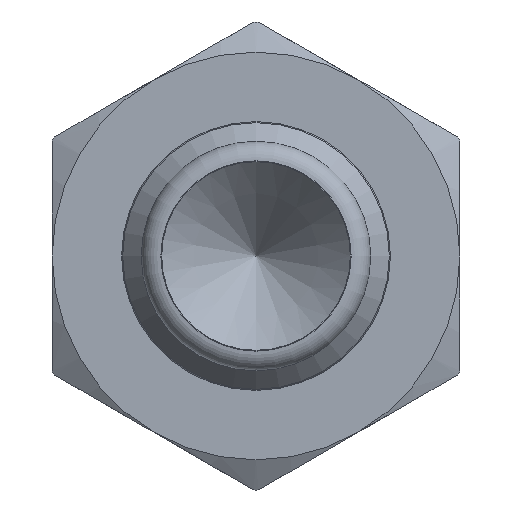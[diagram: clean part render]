
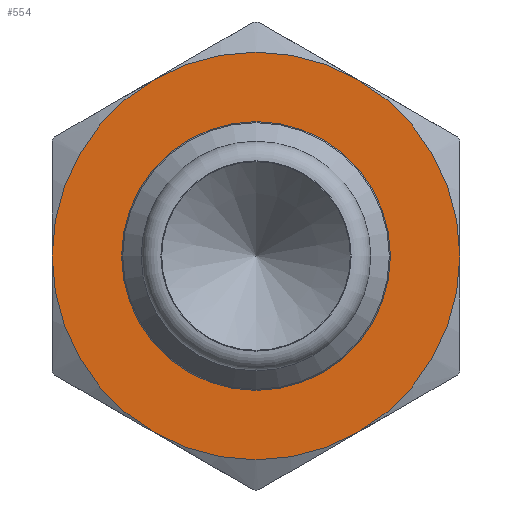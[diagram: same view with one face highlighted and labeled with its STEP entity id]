
A CAD part, left-side view. The second image highlights one B-rep face of the part: STEP entity #554.
In plain terms, the highlighted planar face has unit normal (-1, 0, 0).
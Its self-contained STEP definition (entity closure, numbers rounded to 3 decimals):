
#24=PLANE('',#643);
#192=ORIENTED_EDGE('',*,*,#306,.T.);
#193=ORIENTED_EDGE('',*,*,#274,.T.);
#194=ORIENTED_EDGE('',*,*,#277,.T.);
#195=ORIENTED_EDGE('',*,*,#280,.T.);
#196=ORIENTED_EDGE('',*,*,#283,.T.);
#197=ORIENTED_EDGE('',*,*,#287,.T.);
#198=ORIENTED_EDGE('',*,*,#298,.F.);
#274=EDGE_CURVE('',#426,#427,#325,.T.);
#277=EDGE_CURVE('',#427,#428,#326,.T.);
#280=EDGE_CURVE('',#428,#429,#327,.T.);
#283=EDGE_CURVE('',#429,#430,#328,.T.);
#287=EDGE_CURVE('',#430,#433,#330,.T.);
#298=EDGE_CURVE('',#444,#444,#341,.T.);
#306=EDGE_CURVE('',#433,#426,#344,.T.);
#325=CIRCLE('',#604,13.5);
#326=CIRCLE('',#606,13.5);
#327=CIRCLE('',#608,13.5);
#328=CIRCLE('',#610,13.5);
#330=CIRCLE('',#613,13.5);
#341=CIRCLE('',#632,8.9);
#344=CIRCLE('',#642,13.5);
#389=EDGE_LOOP('',(#192,#193,#194,#195,#196,#197));
#390=EDGE_LOOP('',(#198));
#426=VERTEX_POINT('',#930);
#427=VERTEX_POINT('',#935);
#428=VERTEX_POINT('',#946);
#429=VERTEX_POINT('',#957);
#430=VERTEX_POINT('',#968);
#433=VERTEX_POINT('',#982);
#444=VERTEX_POINT('',#1013);
#496=FACE_BOUND('',#389,.T.);
#497=FACE_BOUND('',#390,.T.);
#554=ADVANCED_FACE('',(#496,#497),#24,.T.);
#604=AXIS2_PLACEMENT_3D('',#936,#722,#723);
#606=AXIS2_PLACEMENT_3D('',#947,#726,#727);
#608=AXIS2_PLACEMENT_3D('',#958,#730,#731);
#610=AXIS2_PLACEMENT_3D('',#969,#734,#735);
#613=AXIS2_PLACEMENT_3D('',#983,#740,#741);
#632=AXIS2_PLACEMENT_3D('',#1012,#778,#779);
#642=AXIS2_PLACEMENT_3D('',#1040,#800,#801);
#643=AXIS2_PLACEMENT_3D('',#1045,#802,#803);
#722=DIRECTION('',(-1.,0.,0.));
#723=DIRECTION('',(0.,0.,1.));
#726=DIRECTION('',(-1.,0.,0.));
#727=DIRECTION('',(0.,0.,1.));
#730=DIRECTION('',(-1.,0.,0.));
#731=DIRECTION('',(0.,0.,1.));
#734=DIRECTION('',(-1.,0.,0.));
#735=DIRECTION('',(0.,0.,1.));
#740=DIRECTION('',(-1.,0.,0.));
#741=DIRECTION('',(0.,0.,1.));
#778=DIRECTION('',(-1.,0.,0.));
#779=DIRECTION('',(0.,0.,1.));
#800=DIRECTION('',(-1.,0.,0.));
#801=DIRECTION('',(0.,0.,1.));
#802=DIRECTION('',(-1.,0.,0.));
#803=DIRECTION('',(0.,0.,1.));
#930=CARTESIAN_POINT('',(24.5,13.5,0.));
#935=CARTESIAN_POINT('',(24.5,6.75,-11.691));
#936=CARTESIAN_POINT('',(24.5,0.,0.));
#946=CARTESIAN_POINT('',(24.5,-6.75,-11.691));
#947=CARTESIAN_POINT('',(24.5,0.,0.));
#957=CARTESIAN_POINT('',(24.5,-13.5,0.));
#958=CARTESIAN_POINT('',(24.5,0.,0.));
#968=CARTESIAN_POINT('',(24.5,-6.75,11.691));
#969=CARTESIAN_POINT('',(24.5,0.,0.));
#982=CARTESIAN_POINT('',(24.5,6.75,11.691));
#983=CARTESIAN_POINT('',(24.5,0.,0.));
#1012=CARTESIAN_POINT('',(24.5,0.,0.));
#1013=CARTESIAN_POINT('',(24.5,0.,8.9));
#1040=CARTESIAN_POINT('',(24.5,0.,0.));
#1045=CARTESIAN_POINT('',(24.5,0.,8.9));
